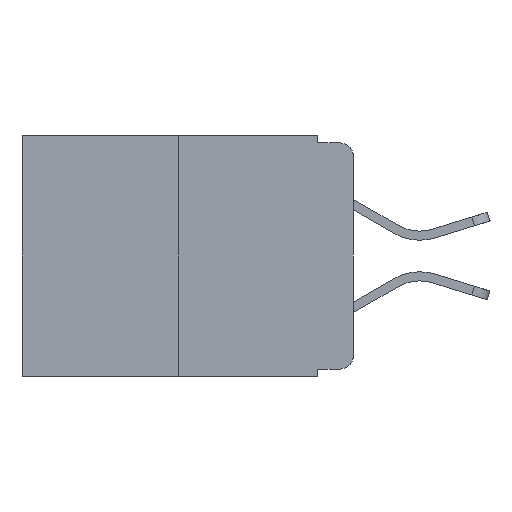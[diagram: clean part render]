
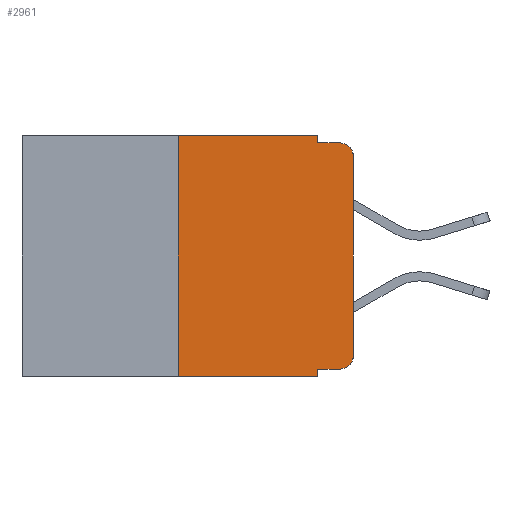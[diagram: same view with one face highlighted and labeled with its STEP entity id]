
A CAD part, left-side view. The second image highlights one B-rep face of the part: STEP entity #2961.
In plain terms, the highlighted planar face has unit normal (-1, 0, 0).
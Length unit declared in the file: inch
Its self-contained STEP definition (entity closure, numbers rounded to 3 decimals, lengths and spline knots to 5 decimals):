
#183 = AXIS2_PLACEMENT_3D ( 'NONE', #2032, #8447, #3099 ) ;
#609 = LINE ( 'NONE', #6891, #9491 ) ;
#670 = DIRECTION ( 'NONE',  ( 0., 0., -1. ) ) ;
#815 = DIRECTION ( 'NONE',  ( 0., 0., -1. ) ) ;
#868 = DIRECTION ( 'NONE',  ( -1., 0., 0. ) ) ;
#897 = VERTEX_POINT ( 'NONE', #8137 ) ;
#1064 = AXIS2_PLACEMENT_3D ( 'NONE', #6698, #868, #7563 ) ;
#1371 = EDGE_CURVE ( 'NONE', #7432, #7550, #609, .T. ) ;
#1389 = CIRCLE ( 'NONE', #3731, 0.02 ) ;
#1440 = DIRECTION ( 'NONE',  ( 0., -1., 0. ) ) ;
#1560 = LINE ( 'NONE', #6288, #10661 ) ;
#1624 = VECTOR ( 'NONE', #6257, 39.37008 ) ;
#1720 = EDGE_CURVE ( 'NONE', #6445, #4971, #6988, .T. ) ;
#2009 = LINE ( 'NONE', #2427, #7315 ) ;
#2024 = DIRECTION ( 'NONE',  ( 0., -1., 0. ) ) ;
#2032 = CARTESIAN_POINT ( 'NONE',  ( 0., 0.473, 0. ) ) ;
#2173 = VERTEX_POINT ( 'NONE', #6652 ) ;
#2427 = CARTESIAN_POINT ( 'NONE',  ( 0., 0., 0. ) ) ;
#2433 = EDGE_CURVE ( 'NONE', #2173, #7432, #6636, .T. ) ;
#2737 = VERTEX_POINT ( 'NONE', #3469 ) ;
#2881 = CARTESIAN_POINT ( 'NONE',  ( 0., 0.051, -0.343 ) ) ;
#2904 = VECTOR ( 'NONE', #2024, 39.37008 ) ;
#2961 = ADVANCED_FACE ( 'NONE', ( #9989 ), #7641, .F. ) ;
#3099 = DIRECTION ( 'NONE',  ( 0., 0., -1. ) ) ;
#3146 = EDGE_CURVE ( 'NONE', #7550, #3805, #4372, .T. ) ;
#3153 = CARTESIAN_POINT ( 'NONE',  ( 0., 0.051, -0.01 ) ) ;
#3286 = DIRECTION ( 'NONE',  ( 0., -1., 0. ) ) ;
#3469 = CARTESIAN_POINT ( 'NONE',  ( 0., 0.02, -0.333 ) ) ;
#3489 = CARTESIAN_POINT ( 'NONE',  ( 0., 0.051, 0. ) ) ;
#3704 = DIRECTION ( 'NONE',  ( 0., 0., 1. ) ) ;
#3731 = AXIS2_PLACEMENT_3D ( 'NONE', #11375, #6653, #815 ) ;
#3805 = VERTEX_POINT ( 'NONE', #3153 ) ;
#3986 = CARTESIAN_POINT ( 'NONE',  ( 0., 0.02, -0.01 ) ) ;
#4276 = CARTESIAN_POINT ( 'NONE',  ( 0., 0., -0.313 ) ) ;
#4283 = CARTESIAN_POINT ( 'NONE',  ( 0., 0.051, -0.01 ) ) ;
#4372 = LINE ( 'NONE', #3489, #1624 ) ;
#4462 = EDGE_CURVE ( 'NONE', #3805, #5054, #7346, .T. ) ;
#4626 = VECTOR ( 'NONE', #670, 39.37008 ) ;
#4641 = CARTESIAN_POINT ( 'NONE',  ( 0., 0.051, -0.333 ) ) ;
#4754 = ORIENTED_EDGE ( 'NONE', *, *, #6256, .T. ) ;
#4824 = ORIENTED_EDGE ( 'NONE', *, *, #5061, .T. ) ;
#4827 = ORIENTED_EDGE ( 'NONE', *, *, #4462, .F. ) ;
#4889 = ORIENTED_EDGE ( 'NONE', *, *, #3146, .F. ) ;
#4904 = ORIENTED_EDGE ( 'NONE', *, *, #1371, .F. ) ;
#4948 = ORIENTED_EDGE ( 'NONE', *, *, #2433, .F. ) ;
#4963 = CARTESIAN_POINT ( 'NONE',  ( 0., 0.473, -0.343 ) ) ;
#4971 = VERTEX_POINT ( 'NONE', #2881 ) ;
#5009 = ORIENTED_EDGE ( 'NONE', *, *, #10872, .T. ) ;
#5054 = VERTEX_POINT ( 'NONE', #3986 ) ;
#5061 = EDGE_CURVE ( 'NONE', #897, #5054, #5277, .T. ) ;
#5089 = ORIENTED_EDGE ( 'NONE', *, *, #1720, .F. ) ;
#5103 = ORIENTED_EDGE ( 'NONE', *, *, #11254, .T. ) ;
#5109 = EDGE_LOOP ( 'NONE', ( #4754, #4824, #4827, #4889, #4904, #4948, #5009, #5089, #5103, #5129 ) ) ;
#5129 = ORIENTED_EDGE ( 'NONE', *, *, #10746, .T. ) ;
#5177 = VERTEX_POINT ( 'NONE', #4276 ) ;
#5277 = CIRCLE ( 'NONE', #1064, 0.02 ) ;
#5365 = DIRECTION ( 'NONE',  ( 0., 0., 1. ) ) ;
#6256 = EDGE_CURVE ( 'NONE', #5177, #897, #2009, .T. ) ;
#6257 = DIRECTION ( 'NONE',  ( 0., 0., -1. ) ) ;
#6288 = CARTESIAN_POINT ( 'NONE',  ( 0., 0.051, -0.333 ) ) ;
#6445 = VERTEX_POINT ( 'NONE', #4641 ) ;
#6460 = CARTESIAN_POINT ( 'NONE',  ( 0., 0.25, 0. ) ) ;
#6572 = CARTESIAN_POINT ( 'NONE',  ( 0., 0.051, 0. ) ) ;
#6636 = LINE ( 'NONE', #9671, #10844 ) ;
#6652 = CARTESIAN_POINT ( 'NONE',  ( 0., 0.25, -0.343 ) ) ;
#6653 = DIRECTION ( 'NONE',  ( -1., 0., 0. ) ) ;
#6698 = CARTESIAN_POINT ( 'NONE',  ( 0., 0.02, -0.03 ) ) ;
#6891 = CARTESIAN_POINT ( 'NONE',  ( 0., 0.473, 0. ) ) ;
#6988 = LINE ( 'NONE', #10179, #4626 ) ;
#7315 = VECTOR ( 'NONE', #5365, 39.37008 ) ;
#7346 = LINE ( 'NONE', #4283, #11230 ) ;
#7432 = VERTEX_POINT ( 'NONE', #6460 ) ;
#7550 = VERTEX_POINT ( 'NONE', #6572 ) ;
#7563 = DIRECTION ( 'NONE',  ( 0., 0., -1. ) ) ;
#7641 = PLANE ( 'NONE',  #183 ) ;
#8137 = CARTESIAN_POINT ( 'NONE',  ( 0., 0., -0.03 ) ) ;
#8447 = DIRECTION ( 'NONE',  ( 1., 0., 0. ) ) ;
#9326 = DIRECTION ( 'NONE',  ( 0., -1., 0. ) ) ;
#9491 = VECTOR ( 'NONE', #9326, 39.37008 ) ;
#9585 = LINE ( 'NONE', #4963, #2904 ) ;
#9671 = CARTESIAN_POINT ( 'NONE',  ( 0., 0.25, 0. ) ) ;
#9989 = FACE_OUTER_BOUND ( 'NONE', #5109, .T. ) ;
#10179 = CARTESIAN_POINT ( 'NONE',  ( 0., 0.051, 0. ) ) ;
#10661 = VECTOR ( 'NONE', #1440, 39.37008 ) ;
#10746 = EDGE_CURVE ( 'NONE', #2737, #5177, #1389, .T. ) ;
#10844 = VECTOR ( 'NONE', #3704, 39.37008 ) ;
#10872 = EDGE_CURVE ( 'NONE', #2173, #4971, #9585, .T. ) ;
#11230 = VECTOR ( 'NONE', #3286, 39.37008 ) ;
#11254 = EDGE_CURVE ( 'NONE', #6445, #2737, #1560, .T. ) ;
#11375 = CARTESIAN_POINT ( 'NONE',  ( 0., 0.02, -0.313 ) ) ;
